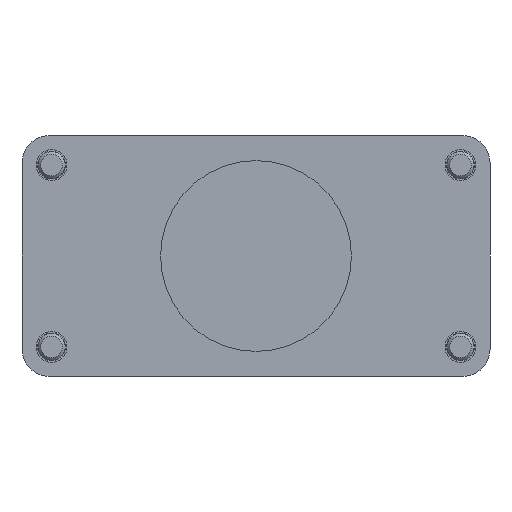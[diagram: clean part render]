
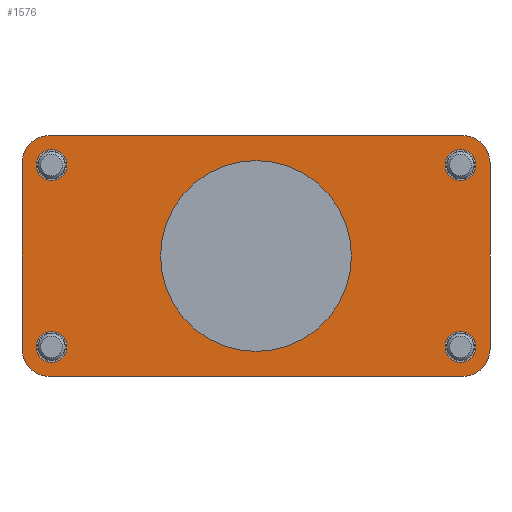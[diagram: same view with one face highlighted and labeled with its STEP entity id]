
A CAD part, front view. The second image highlights one B-rep face of the part: STEP entity #1576.
In plain terms, the highlighted planar face has unit normal (0, -1, 0).
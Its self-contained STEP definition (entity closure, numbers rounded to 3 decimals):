
#90=PLANE('',#1738);
#138=LINE('',#2449,#254);
#142=LINE('',#2461,#258);
#146=LINE('',#2473,#262);
#150=LINE('',#2485,#266);
#254=VECTOR('',#1930,1000.);
#258=VECTOR('',#1942,1000.);
#262=VECTOR('',#1954,1000.);
#266=VECTOR('',#1966,1000.);
#420=ORIENTED_EDGE('',*,*,#832,.F.);
#421=ORIENTED_EDGE('',*,*,#833,.F.);
#422=ORIENTED_EDGE('',*,*,#834,.F.);
#423=ORIENTED_EDGE('',*,*,#835,.F.);
#424=ORIENTED_EDGE('',*,*,#836,.T.);
#425=ORIENTED_EDGE('',*,*,#796,.F.);
#426=ORIENTED_EDGE('',*,*,#818,.F.);
#427=ORIENTED_EDGE('',*,*,#815,.F.);
#428=ORIENTED_EDGE('',*,*,#812,.F.);
#429=ORIENTED_EDGE('',*,*,#809,.F.);
#430=ORIENTED_EDGE('',*,*,#806,.F.);
#431=ORIENTED_EDGE('',*,*,#803,.F.);
#432=ORIENTED_EDGE('',*,*,#800,.F.);
#796=EDGE_CURVE('',#1010,#1011,#1159,.T.);
#800=EDGE_CURVE('',#1011,#1014,#138,.T.);
#803=EDGE_CURVE('',#1014,#1016,#1161,.T.);
#806=EDGE_CURVE('',#1016,#1018,#142,.T.);
#809=EDGE_CURVE('',#1018,#1020,#1163,.T.);
#812=EDGE_CURVE('',#1020,#1022,#146,.T.);
#815=EDGE_CURVE('',#1022,#1024,#1165,.T.);
#818=EDGE_CURVE('',#1024,#1010,#150,.T.);
#832=EDGE_CURVE('',#1038,#1038,#1171,.F.);
#833=EDGE_CURVE('',#1039,#1039,#1172,.F.);
#834=EDGE_CURVE('',#1040,#1040,#1173,.F.);
#835=EDGE_CURVE('',#1041,#1041,#1174,.F.);
#836=EDGE_CURVE('',#1042,#1042,#1175,.T.);
#1010=VERTEX_POINT('',#2441);
#1011=VERTEX_POINT('',#2442);
#1014=VERTEX_POINT('',#2450);
#1016=VERTEX_POINT('',#2456);
#1018=VERTEX_POINT('',#2462);
#1020=VERTEX_POINT('',#2468);
#1022=VERTEX_POINT('',#2474);
#1024=VERTEX_POINT('',#2480);
#1038=VERTEX_POINT('',#2514);
#1039=VERTEX_POINT('',#2516);
#1040=VERTEX_POINT('',#2518);
#1041=VERTEX_POINT('',#2520);
#1042=VERTEX_POINT('',#2522);
#1159=CIRCLE('',#1718,6.);
#1161=CIRCLE('',#1722,6.);
#1163=CIRCLE('',#1726,6.);
#1165=CIRCLE('',#1730,6.);
#1171=CIRCLE('',#1739,3.4);
#1172=CIRCLE('',#1740,3.4);
#1173=CIRCLE('',#1741,3.4);
#1174=CIRCLE('',#1742,3.4);
#1175=CIRCLE('',#1743,21.);
#1260=EDGE_LOOP('',(#420));
#1261=EDGE_LOOP('',(#421));
#1262=EDGE_LOOP('',(#422));
#1263=EDGE_LOOP('',(#423));
#1264=EDGE_LOOP('',(#424));
#1265=EDGE_LOOP('',(#425,#426,#427,#428,#429,#430,#431,#432));
#1402=FACE_BOUND('',#1260,.T.);
#1403=FACE_BOUND('',#1261,.T.);
#1404=FACE_BOUND('',#1262,.T.);
#1405=FACE_BOUND('',#1263,.T.);
#1406=FACE_BOUND('',#1264,.T.);
#1407=FACE_BOUND('',#1265,.T.);
#1576=ADVANCED_FACE('',(#1402,#1403,#1404,#1405,#1406,#1407),#90,.F.);
#1718=AXIS2_PLACEMENT_3D('',#2440,#1922,#1923);
#1722=AXIS2_PLACEMENT_3D('',#2455,#1935,#1936);
#1726=AXIS2_PLACEMENT_3D('',#2467,#1947,#1948);
#1730=AXIS2_PLACEMENT_3D('',#2479,#1959,#1960);
#1738=AXIS2_PLACEMENT_3D('',#2512,#1986,#1987);
#1739=AXIS2_PLACEMENT_3D('',#2513,#1988,#1989);
#1740=AXIS2_PLACEMENT_3D('',#2515,#1990,#1991);
#1741=AXIS2_PLACEMENT_3D('',#2517,#1992,#1993);
#1742=AXIS2_PLACEMENT_3D('',#2519,#1994,#1995);
#1743=AXIS2_PLACEMENT_3D('',#2521,#1996,#1997);
#1922=DIRECTION('',(0.,1.,0.));
#1923=DIRECTION('',(1.,0.,0.));
#1930=DIRECTION('',(0.,0.,1.));
#1935=DIRECTION('',(0.,1.,0.));
#1936=DIRECTION('',(1.,0.,0.));
#1942=DIRECTION('',(1.,0.,0.));
#1947=DIRECTION('',(0.,1.,0.));
#1948=DIRECTION('',(1.,0.,0.));
#1954=DIRECTION('',(0.,0.,-1.));
#1959=DIRECTION('',(0.,1.,0.));
#1960=DIRECTION('',(1.,0.,0.));
#1966=DIRECTION('',(-1.,0.,0.));
#1986=DIRECTION('',(0.,1.,0.));
#1987=DIRECTION('',(0.,0.,1.));
#1988=DIRECTION('',(0.,1.,0.));
#1989=DIRECTION('',(0.,0.,1.));
#1990=DIRECTION('',(0.,1.,0.));
#1991=DIRECTION('',(0.,0.,1.));
#1992=DIRECTION('',(0.,1.,0.));
#1993=DIRECTION('',(0.,0.,1.));
#1994=DIRECTION('',(0.,1.,0.));
#1995=DIRECTION('',(0.,0.,1.));
#1996=DIRECTION('',(0.,1.,0.));
#1997=DIRECTION('',(1.,0.,0.));
#2440=CARTESIAN_POINT('',(-45.5,0.,-20.5));
#2441=CARTESIAN_POINT('',(-45.5,0.,-26.5));
#2442=CARTESIAN_POINT('',(-51.5,0.,-20.5));
#2449=CARTESIAN_POINT('',(-51.5,0.,-20.5));
#2450=CARTESIAN_POINT('',(-51.5,0.,20.5));
#2455=CARTESIAN_POINT('',(-45.5,0.,20.5));
#2456=CARTESIAN_POINT('',(-45.5,0.,26.5));
#2461=CARTESIAN_POINT('',(-45.5,0.,26.5));
#2462=CARTESIAN_POINT('',(45.5,0.,26.5));
#2467=CARTESIAN_POINT('',(45.5,0.,20.5));
#2468=CARTESIAN_POINT('',(51.5,0.,20.5));
#2473=CARTESIAN_POINT('',(51.5,0.,20.5));
#2474=CARTESIAN_POINT('',(51.5,0.,-20.5));
#2479=CARTESIAN_POINT('',(45.5,0.,-20.5));
#2480=CARTESIAN_POINT('',(45.5,0.,-26.5));
#2485=CARTESIAN_POINT('',(45.5,0.,-26.5));
#2512=CARTESIAN_POINT('',(-45.5,0.,-20.5));
#2513=CARTESIAN_POINT('',(45.,0.,-20.));
#2514=CARTESIAN_POINT('',(45.,0.,-16.6));
#2515=CARTESIAN_POINT('',(-45.,0.,-20.));
#2516=CARTESIAN_POINT('',(-45.,0.,-16.6));
#2517=CARTESIAN_POINT('',(45.,0.,20.));
#2518=CARTESIAN_POINT('',(45.,0.,23.4));
#2519=CARTESIAN_POINT('',(-45.,0.,20.));
#2520=CARTESIAN_POINT('',(-45.,0.,23.4));
#2521=CARTESIAN_POINT('',(0.,0.,0.));
#2522=CARTESIAN_POINT('',(21.,0.,0.));
